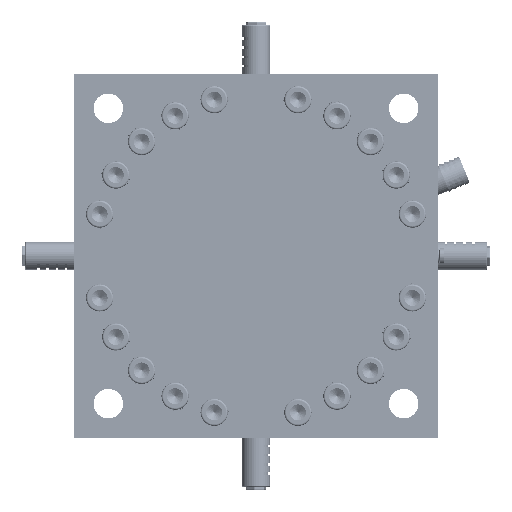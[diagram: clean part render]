
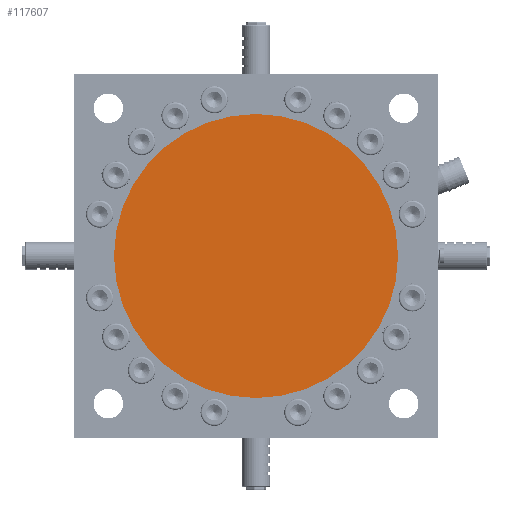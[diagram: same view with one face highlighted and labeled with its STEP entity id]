
A CAD part, front view. The second image highlights one B-rep face of the part: STEP entity #117607.
In plain terms, the highlighted planar face has unit normal (0, -1, 0).
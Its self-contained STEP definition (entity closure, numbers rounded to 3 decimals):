
#21402 = EDGE_CURVE ( 'NONE', #122556, #22294, #26904, .T. ) ;
#22294 = VERTEX_POINT ( 'NONE', #43707 ) ;
#24162 = CARTESIAN_POINT ( 'NONE',  ( 0., -39., -125. ) ) ;
#26904 = CIRCLE ( 'NONE', #31079, 125. ) ;
#27540 = EDGE_CURVE ( 'NONE', #22294, #122556, #179291, .T. ) ;
#31079 = AXIS2_PLACEMENT_3D ( 'NONE', #207558, #172906, #111448 ) ;
#43707 = CARTESIAN_POINT ( 'NONE',  ( 0., -39., 125. ) ) ;
#67460 = FACE_OUTER_BOUND ( 'NONE', #164533, .T. ) ;
#78956 = CARTESIAN_POINT ( 'NONE',  ( 0., -39., 0. ) ) ;
#111448 = DIRECTION ( 'NONE',  ( 0., 0., -1. ) ) ;
#117607 = ADVANCED_FACE ( 'NONE', ( #67460 ), #180285, .T. ) ;
#122556 = VERTEX_POINT ( 'NONE', #24162 ) ;
#126417 = DIRECTION ( 'NONE',  ( 0., 0., -1. ) ) ;
#149827 = AXIS2_PLACEMENT_3D ( 'NONE', #159832, #243017, #126417 ) ;
#159832 = CARTESIAN_POINT ( 'NONE',  ( 0., -39., 0. ) ) ;
#164533 = EDGE_LOOP ( 'NONE', ( #222104, #208042 ) ) ;
#172906 = DIRECTION ( 'NONE',  ( 0., -1., 0. ) ) ;
#179291 = CIRCLE ( 'NONE', #199762, 125. ) ;
#180285 = PLANE ( 'NONE',  #149827 ) ;
#199762 = AXIS2_PLACEMENT_3D ( 'NONE', #78956, #235325, #200619 ) ;
#200619 = DIRECTION ( 'NONE',  ( 0., 0., -1. ) ) ;
#207558 = CARTESIAN_POINT ( 'NONE',  ( 0., -39., 0. ) ) ;
#208042 = ORIENTED_EDGE ( 'NONE', *, *, #27540, .T. ) ;
#222104 = ORIENTED_EDGE ( 'NONE', *, *, #21402, .T. ) ;
#235325 = DIRECTION ( 'NONE',  ( 0., -1., 0. ) ) ;
#243017 = DIRECTION ( 'NONE',  ( 0., -1., 0. ) ) ;
